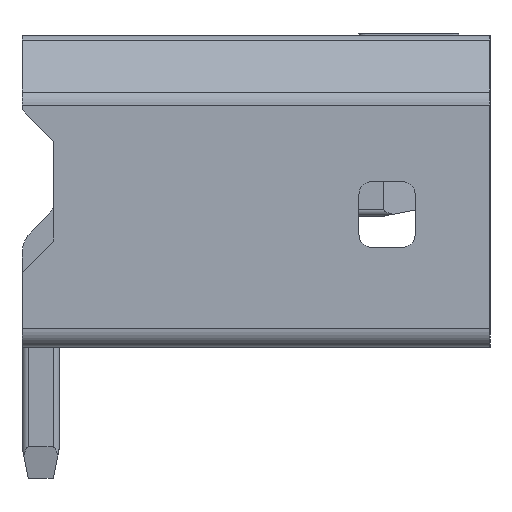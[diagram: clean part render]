
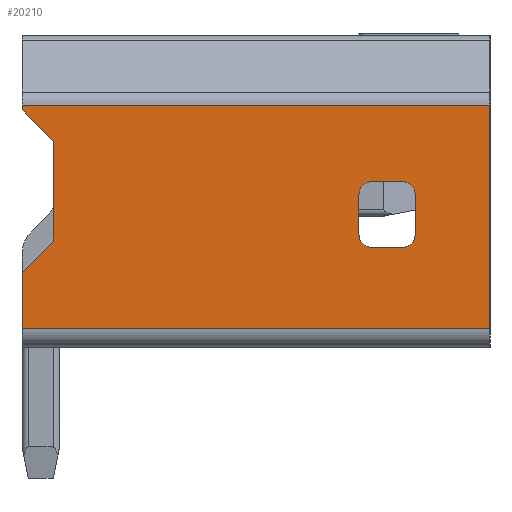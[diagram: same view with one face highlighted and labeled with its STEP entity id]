
A CAD part, left-side view. The second image highlights one B-rep face of the part: STEP entity #20210.
In plain terms, the highlighted face is planar.
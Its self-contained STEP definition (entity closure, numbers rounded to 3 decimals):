
#18090=CARTESIAN_POINT('',(-1.839,-12.493,-0.55));
#18100=DIRECTION('',(0.,1.,0.));
#18110=VECTOR('',#18100,1.);
#18120=LINE('',#18090,#18110);
#18130=CARTESIAN_POINT('',(-1.839,-15.422,-0.55));
#18140=VERTEX_POINT('',#18130);
#18150=CARTESIAN_POINT('',(-1.839,-14.772,-0.55));
#18160=VERTEX_POINT('',#18150);
#18170=EDGE_CURVE('',#18140,#18160,#18120,.T.);
#18560=CARTESIAN_POINT('',(-3.039,-14.572,-0.55));
#18570=DIRECTION('',(1.,0.,0.));
#18580=VECTOR('',#18570,1.);
#18590=LINE('',#18560,#18580);
#18600=CARTESIAN_POINT('',(-1.639,-14.572,-0.55));
#18610=VERTEX_POINT('',#18600);
#18620=CARTESIAN_POINT('',(-1.139,-14.572,-0.55));
#18630=VERTEX_POINT('',#18620);
#18640=EDGE_CURVE('',#18610,#18630,#18590,.T.);
#18980=CARTESIAN_POINT('',(5.215,-13.346,-0.55));
#18990=DIRECTION('',(-0.,0.,1.));
#19000=DIRECTION('',(0.,-1.,0.));
#19010=AXIS2_PLACEMENT_3D('',#18980,#18990,#19000);
#19020=PLANE('',#19010);
#19030=CARTESIAN_POINT('',(-1.639,-14.772,-0.55));
#19040=DIRECTION('',(0.,0.,-1.));
#19050=DIRECTION('',(0.,-1.,0.));
#19060=AXIS2_PLACEMENT_3D('',#19030,#19040,#19050);
#19070=CIRCLE('',#19060,0.2);
#19080=EDGE_CURVE('',#18160,#18610,#19070,.T.);
#19090=ORIENTED_EDGE('',*,*,#19080,.F.);
#19100=ORIENTED_EDGE('',*,*,#18640,.F.);
#19110=CARTESIAN_POINT('',(-1.139,-14.772,-0.55));
#19120=DIRECTION('',(0.,0.,-1.));
#19130=DIRECTION('',(0.,-1.,0.));
#19140=AXIS2_PLACEMENT_3D('',#19110,#19120,#19130);
#19150=CIRCLE('',#19140,0.2);
#19160=CARTESIAN_POINT('',(-0.939,-14.772,-0.55));
#19170=VERTEX_POINT('',#19160);
#19180=EDGE_CURVE('',#18630,#19170,#19150,.T.);
#19190=ORIENTED_EDGE('',*,*,#19180,.F.);
#19200=CARTESIAN_POINT('',(-0.939,-12.493,-0.55));
#19210=DIRECTION('',(0.,-1.,0.));
#19220=VECTOR('',#19210,1.);
#19230=LINE('',#19200,#19220);
#19240=CARTESIAN_POINT('',(-0.939,-15.422,-0.55));
#19250=VERTEX_POINT('',#19240);
#19260=EDGE_CURVE('',#19170,#19250,#19230,.T.);
#19270=ORIENTED_EDGE('',*,*,#19260,.F.);
#19280=CARTESIAN_POINT('',(-1.139,-15.422,-0.55));
#19290=DIRECTION('',(0.,0.,-1.));
#19300=DIRECTION('',(0.,-1.,0.));
#19310=AXIS2_PLACEMENT_3D('',#19280,#19290,#19300);
#19320=CIRCLE('',#19310,0.2);
#19330=CARTESIAN_POINT('',(-1.139,-15.622,-0.55));
#19340=VERTEX_POINT('',#19330);
#19350=EDGE_CURVE('',#19250,#19340,#19320,.T.);
#19360=ORIENTED_EDGE('',*,*,#19350,.F.);
#19370=CARTESIAN_POINT('',(-3.039,-15.622,-0.55));
#19380=DIRECTION('',(-1.,0.,0.));
#19390=VECTOR('',#19380,1.);
#19400=LINE('',#19370,#19390);
#19410=CARTESIAN_POINT('',(-1.639,-15.622,-0.55));
#19420=VERTEX_POINT('',#19410);
#19430=EDGE_CURVE('',#19340,#19420,#19400,.T.);
#19440=ORIENTED_EDGE('',*,*,#19430,.F.);
#19450=CARTESIAN_POINT('',(-1.639,-15.422,-0.55));
#19460=DIRECTION('',(0.,0.,-1.));
#19470=DIRECTION('',(0.,-1.,0.));
#19480=AXIS2_PLACEMENT_3D('',#19450,#19460,#19470);
#19490=CIRCLE('',#19480,0.2);
#19500=EDGE_CURVE('',#19420,#18140,#19490,.T.);
#19510=ORIENTED_EDGE('',*,*,#19500,.F.);
#19520=ORIENTED_EDGE('',*,*,#18170,.F.);
#19530=EDGE_LOOP('',(#19520,#19510,#19440,#19360,#19270,#19190,#19100,
#19090));
#19540=FACE_BOUND('',#19530,.T.);
#19550=CARTESIAN_POINT('',(5.215,-16.922,-0.55));
#19560=DIRECTION('',(-1.,0.,0.));
#19570=VECTOR('',#19560,1.);
#19580=LINE('',#19550,#19570);
#19590=CARTESIAN_POINT('',(4.461,-16.922,-0.55));
#19600=VERTEX_POINT('',#19590);
#19610=CARTESIAN_POINT('',(-3.039,-16.922,-0.55));
#19620=VERTEX_POINT('',#19610);
#19630=EDGE_CURVE('',#19600,#19620,#19580,.T.);
#19640=ORIENTED_EDGE('',*,*,#19630,.T.);
#19650=CARTESIAN_POINT('',(4.461,-12.493,-0.55));
#19660=DIRECTION('',(0.,-1.,0.));
#19670=VECTOR('',#19660,1.);
#19680=LINE('',#19650,#19670);
#19690=CARTESIAN_POINT('',(4.461,-16.022,-0.55));
#19700=VERTEX_POINT('',#19690);
#19710=EDGE_CURVE('',#19700,#19600,#19680,.T.);
#19720=ORIENTED_EDGE('',*,*,#19710,.T.);
#19730=CARTESIAN_POINT('',(-3.039,-8.522,-0.55));
#19740=DIRECTION('',(-0.707,0.707,0.));
#19750=VECTOR('',#19740,1.);
#19760=LINE('',#19730,#19750);
#19770=CARTESIAN_POINT('',(3.961,-15.522,-0.55));
#19780=VERTEX_POINT('',#19770);
#19790=EDGE_CURVE('',#19700,#19780,#19760,.T.);
#19800=ORIENTED_EDGE('',*,*,#19790,.F.);
#19810=CARTESIAN_POINT('',(3.961,-12.493,-0.55));
#19820=DIRECTION('',(0.,1.,0.));
#19830=VECTOR('',#19820,1.);
#19840=LINE('',#19810,#19830);
#19850=CARTESIAN_POINT('',(3.961,-13.922,-0.55));
#19860=VERTEX_POINT('',#19850);
#19870=EDGE_CURVE('',#19780,#19860,#19840,.T.);
#19880=ORIENTED_EDGE('',*,*,#19870,.F.);
#19890=CARTESIAN_POINT('',(-3.039,-20.922,-0.55));
#19900=DIRECTION('',(0.707,0.707,0.));
#19910=VECTOR('',#19900,1.);
#19920=LINE('',#19890,#19910);
#19930=CARTESIAN_POINT('',(4.461,-13.422,-0.55));
#19940=VERTEX_POINT('',#19930);
#19950=EDGE_CURVE('',#19860,#19940,#19920,.T.);
#19960=ORIENTED_EDGE('',*,*,#19950,.F.);
#19970=CARTESIAN_POINT('',(4.461,-12.493,-0.55));
#19980=DIRECTION('',(0.,-1.,0.));
#19990=VECTOR('',#19980,1.);
#20000=LINE('',#19970,#19990);
#20010=CARTESIAN_POINT('',(4.461,-13.346,-0.55));
#20020=VERTEX_POINT('',#20010);
#20030=EDGE_CURVE('',#20020,#19940,#20000,.T.);
#20040=ORIENTED_EDGE('',*,*,#20030,.T.);
#20050=CARTESIAN_POINT('',(-3.039,-13.346,-0.55));
#20060=DIRECTION('',(1.,0.,0.));
#20070=VECTOR('',#20060,1.);
#20080=LINE('',#20050,#20070);
#20090=CARTESIAN_POINT('',(-3.039,-13.346,-0.55));
#20100=VERTEX_POINT('',#20090);
#20110=EDGE_CURVE('',#20100,#20020,#20080,.T.);
#20120=ORIENTED_EDGE('',*,*,#20110,.T.);
#20130=CARTESIAN_POINT('',(-3.039,-12.493,-0.55));
#20140=DIRECTION('',(0.,1.,0.));
#20150=VECTOR('',#20140,1.);
#20160=LINE('',#20130,#20150);
#20170=EDGE_CURVE('',#19620,#20100,#20160,.T.);
#20180=ORIENTED_EDGE('',*,*,#20170,.T.);
#20190=EDGE_LOOP('',(#20180,#20120,#20040,#19960,#19880,#19800,#19720,
#19640));
#20200=FACE_OUTER_BOUND('',#20190,.T.);
#20210=ADVANCED_FACE('',(#19540,#20200),#19020,.F.);
